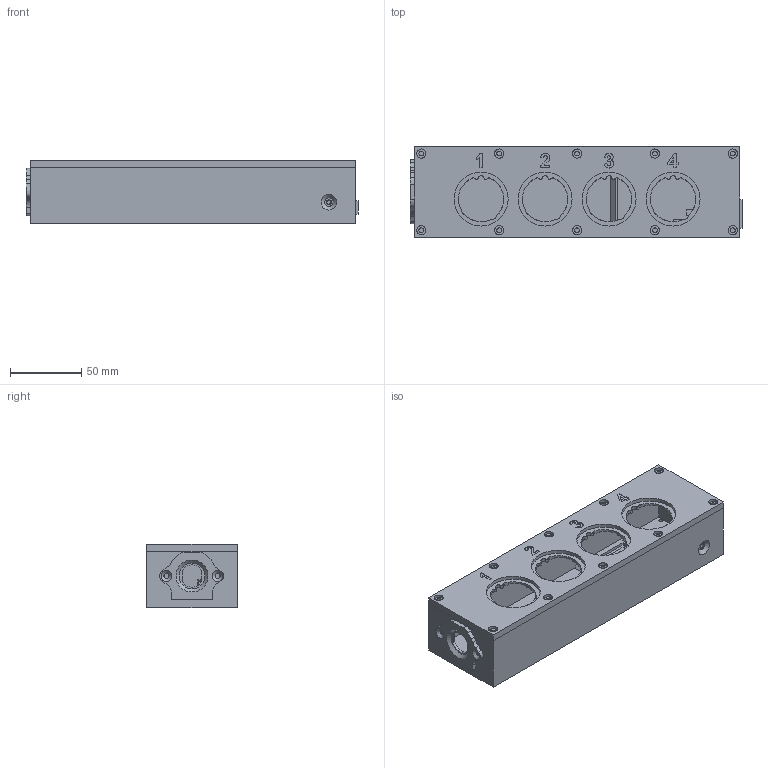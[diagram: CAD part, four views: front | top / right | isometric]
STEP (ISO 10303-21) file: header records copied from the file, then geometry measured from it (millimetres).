
FILE_DESCRIPTION(/* description */ (''),/* implementation_level */ '2;1');
FILE_NAME(/* name */ 'EmonMicro.step',/* time_stamp */ '2022-10-14T16:35:31+11:00',/* author */ (''),/* organization */ (''),/* preprocessor_version */ 'ST-DEVELOPER v19',/* originating_system */ 'Autodesk Translation Framework v11.7.0.108',/* authorisation */ '');
FILE_SCHEMA (('AUTOMOTIVE_DESIGN { 1 0 10303 214 3 1 1 }'));
Length unit declared in the file: millimetre
Products named in the file (6): EmonMicro; Enclosure Base; Enclosure Lid; Opto Shield; Port Cover; Cable Adapter
Assembly tree (5 placements, depth 2):
  EmonMicro
    Enclosure Base
    Enclosure Lid
    Opto Shield
    Port Cover
    Cable Adapter
Bounding box: 233.5 x 64 x 45 mm (x, y, z)
Volume: 265251.4 mm3; surface area: 107872.8 mm2
Topology: 5 solids, 5 shells, 761 faces, 2013 edges, 1328 vertices
Faces by surface type: plane 479, bspline 155, cylinder 113, cone 14
Full cylindrical faces by diameter (mm): 2.8 x1, 3 x1, 3.4 x10, 3.5 x3, 4.7 x12, 6.5 x10, 38 x4
Entity records: 25076 total; most frequent: CARTESIAN_POINT 6789, ORIENTED_EDGE 4026, DIRECTION 3189, EDGE_CURVE 2013, LINE 1413, VECTOR 1413, VERTEX_POINT 1328, AXIS2_PLACEMENT_3D 888
